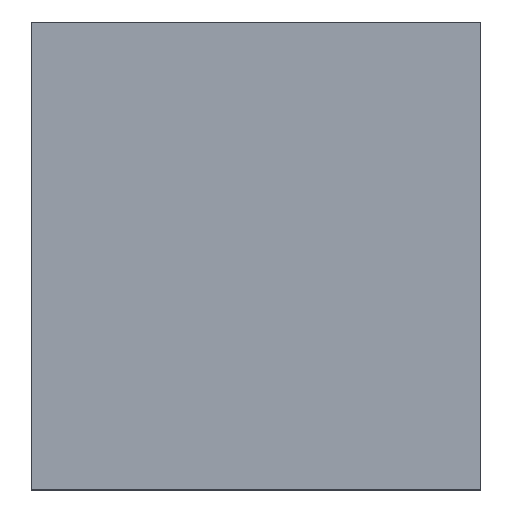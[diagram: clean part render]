
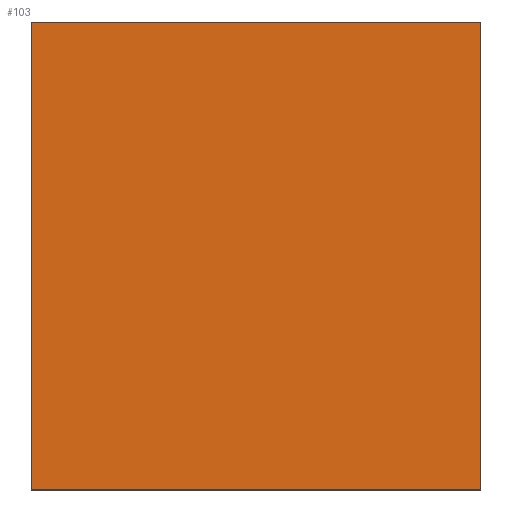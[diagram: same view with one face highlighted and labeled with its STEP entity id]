
A CAD part, top view. The second image highlights one B-rep face of the part: STEP entity #103.
In plain terms, the highlighted planar face has unit normal (0, 0, 1).
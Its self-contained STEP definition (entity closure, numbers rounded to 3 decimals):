
#103 = ADVANCED_FACE( '', ( #174 ), #175, .T. );
#174 = FACE_OUTER_BOUND( '', #224, .T. );
#175 = PLANE( '', #225 );
#224 = EDGE_LOOP( '', ( #302, #303, #304, #305 ) );
#225 = AXIS2_PLACEMENT_3D( '', #306, #307, #308 );
#302 = ORIENTED_EDGE( '', *, *, #366, .T. );
#303 = ORIENTED_EDGE( '', *, *, #357, .T. );
#304 = ORIENTED_EDGE( '', *, *, #361, .T. );
#305 = ORIENTED_EDGE( '', *, *, #364, .T. );
#306 = CARTESIAN_POINT( '', ( 0., 0., 0.11 ) );
#307 = DIRECTION( '', ( 0., 0., 1. ) );
#308 = DIRECTION( '', ( 1., 0., 0. ) );
#357 = EDGE_CURVE( '', #406, #404, #407, .T. );
#361 = EDGE_CURVE( '', #404, #410, #412, .T. );
#364 = EDGE_CURVE( '', #410, #414, #416, .T. );
#366 = EDGE_CURVE( '', #414, #406, #418, .T. );
#404 = VERTEX_POINT( '', #472 );
#406 = VERTEX_POINT( '', #475 );
#407 = LINE( '', #476, #477 );
#410 = VERTEX_POINT( '', #481 );
#412 = LINE( '', #484, #485 );
#414 = VERTEX_POINT( '', #487 );
#416 = LINE( '', #490, #491 );
#418 = LINE( '', #493, #494 );
#472 = CARTESIAN_POINT( '', ( 144., -150., 0.11 ) );
#475 = CARTESIAN_POINT( '', ( -144., -150., 0.11 ) );
#476 = CARTESIAN_POINT( '', ( -144., -150., 0.11 ) );
#477 = VECTOR( '', #515, 1000. );
#481 = CARTESIAN_POINT( '', ( 144., 150., 0.11 ) );
#484 = CARTESIAN_POINT( '', ( 144., -150., 0.11 ) );
#485 = VECTOR( '', #518, 1000. );
#487 = CARTESIAN_POINT( '', ( -144., 150., 0.11 ) );
#490 = CARTESIAN_POINT( '', ( 144., 150., 0.11 ) );
#491 = VECTOR( '', #520, 1000. );
#493 = CARTESIAN_POINT( '', ( -144., 150., 0.11 ) );
#494 = VECTOR( '', #521, 1000. );
#515 = DIRECTION( '', ( 1., 0., 0. ) );
#518 = DIRECTION( '', ( 0., 1., 0. ) );
#520 = DIRECTION( '', ( -1., 0., 0. ) );
#521 = DIRECTION( '', ( 0., -1., 0. ) );
